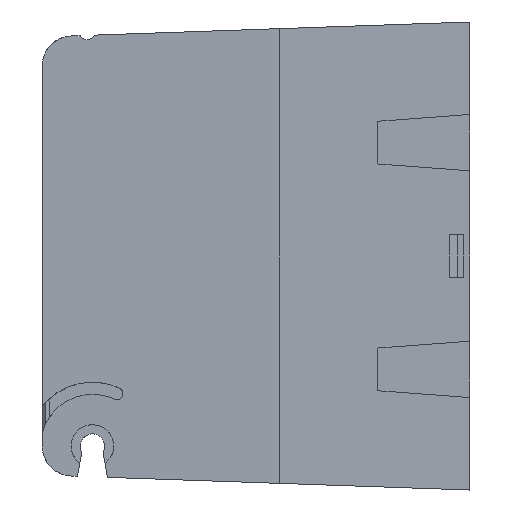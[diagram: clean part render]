
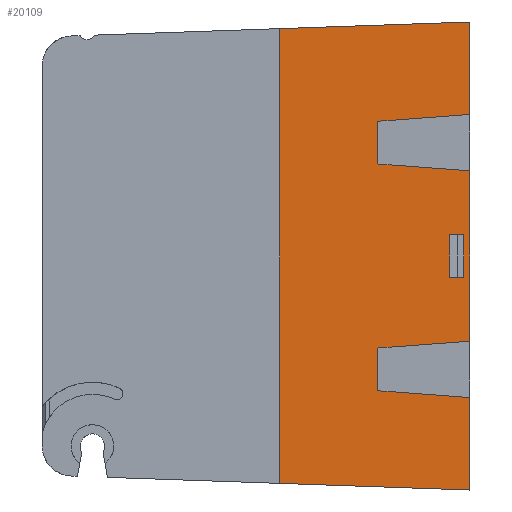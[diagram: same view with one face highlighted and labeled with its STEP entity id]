
A CAD part, left-side view. The second image highlights one B-rep face of the part: STEP entity #20109.
In plain terms, the highlighted planar face has unit normal (1, 0, 0).
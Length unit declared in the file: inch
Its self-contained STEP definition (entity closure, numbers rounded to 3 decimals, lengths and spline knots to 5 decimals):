
#1206 = CARTESIAN_POINT ( 'NONE',  ( -0.465, 1.25, 3.60036 ) ) ;
#1842 = CARTESIAN_POINT ( 'NONE',  ( -0.465, 0., 0.56 ) ) ;
#1865 = VERTEX_POINT ( 'NONE', #41058 ) ;
#2319 = DIRECTION ( 'NONE',  ( 0., 0., 1. ) ) ;
#2326 = DIRECTION ( 'NONE',  ( -1., 0., 0. ) ) ;
#2384 = CARTESIAN_POINT ( 'NONE',  ( -0.465, 0.594, -0.5 ) ) ;
#2742 = PLANE ( 'NONE',  #15165 ) ;
#3053 = EDGE_CURVE ( 'NONE', #4928, #11338, #15228, .T. ) ;
#3375 = ORIENTED_EDGE ( 'NONE', *, *, #26387, .F. ) ;
#3387 = VERTEX_POINT ( 'NONE', #18269 ) ;
#3487 = LINE ( 'NONE', #5289, #44987 ) ;
#3772 = VERTEX_POINT ( 'NONE', #6750 ) ;
#4450 = EDGE_CURVE ( 'NONE', #33330, #36348, #35467, .T. ) ;
#4731 = EDGE_CURVE ( 'NONE', #29229, #9655, #36244, .T. ) ;
#4928 = VERTEX_POINT ( 'NONE', #34791 ) ;
#5224 = EDGE_CURVE ( 'NONE', #9655, #12792, #22826, .T. ) ;
#5289 = CARTESIAN_POINT ( 'NONE',  ( -0.465, 0.604, 0.88523 ) ) ;
#5563 = EDGE_CURVE ( 'NONE', #12792, #3772, #28074, .T. ) ;
#6074 = EDGE_CURVE ( 'NONE', #3772, #29229, #15045, .T. ) ;
#6750 = CARTESIAN_POINT ( 'NONE',  ( -0.465, 0.133, 0.14 ) ) ;
#7266 = ORIENTED_EDGE ( 'NONE', *, *, #26812, .F. ) ;
#7929 = CARTESIAN_POINT ( 'NONE',  ( -0.465, 1.25, -1.49391 ) ) ;
#8000 = CARTESIAN_POINT ( 'NONE',  ( -0.465, 0., 1.4375 ) ) ;
#8509 = EDGE_LOOP ( 'NONE', ( #42361, #32328, #34973, #39831, #41463, #3375, #24106, #33325, #12609, #7266, #12356, #11246 ) ) ;
#9655 = VERTEX_POINT ( 'NONE', #27262 ) ;
#11205 = ORIENTED_EDGE ( 'NONE', *, *, #5563, .F. ) ;
#11246 = ORIENTED_EDGE ( 'NONE', *, *, #4450, .F. ) ;
#11338 = VERTEX_POINT ( 'NONE', #45556 ) ;
#12356 = ORIENTED_EDGE ( 'NONE', *, *, #20833, .F. ) ;
#12432 = DIRECTION ( 'NONE',  ( 0., 0., 1. ) ) ;
#12609 = ORIENTED_EDGE ( 'NONE', *, *, #43032, .F. ) ;
#12781 = DIRECTION ( 'NONE',  ( 0., -0.997, 0.074 ) ) ;
#12792 = VERTEX_POINT ( 'NONE', #32370 ) ;
#12988 = EDGE_LOOP ( 'NONE', ( #11205, #14474, #21961, #47016 ) ) ;
#13344 = CARTESIAN_POINT ( 'NONE',  ( -0.465, 0., -0.56 ) ) ;
#14474 = ORIENTED_EDGE ( 'NONE', *, *, #5224, .F. ) ;
#15045 = LINE ( 'NONE', #18053, #15656 ) ;
#15046 = LINE ( 'NONE', #8000, #15193 ) ;
#15165 = AXIS2_PLACEMENT_3D ( 'NONE', #2384, #2326, #2319 ) ;
#15193 = VECTOR ( 'NONE', #33597, 39.37008 ) ;
#15209 = CARTESIAN_POINT ( 'NONE',  ( -0.465, 0.00349, -1.53744 ) ) ;
#15228 = LINE ( 'NONE', #24213, #21899 ) ;
#15492 = VECTOR ( 'NONE', #31465, 39.37008 ) ;
#15656 = VECTOR ( 'NONE', #18047, 39.37008 ) ;
#16069 = DIRECTION ( 'NONE',  ( 0., 0.997, 0.074 ) ) ;
#16185 = EDGE_CURVE ( 'NONE', #11338, #20591, #3487, .T. ) ;
#17764 = DIRECTION ( 'NONE',  ( 0., 0.999, -0.035 ) ) ;
#18047 = DIRECTION ( 'NONE',  ( 0., -1., 0. ) ) ;
#18053 = CARTESIAN_POINT ( 'NONE',  ( -0.465, 0.594, 0.14 ) ) ;
#18269 = CARTESIAN_POINT ( 'NONE',  ( -0.465, 0., -1.53756 ) ) ;
#19006 = FACE_OUTER_BOUND ( 'NONE', #8509, .T. ) ;
#19052 = FACE_BOUND ( 'NONE', #12988, .T. ) ;
#19084 = DIRECTION ( 'NONE',  ( 0., 0., 1. ) ) ;
#20109 = ADVANCED_FACE ( 'NONE', ( #19052, #19006 ), #2742, .F. ) ;
#20591 = VERTEX_POINT ( 'NONE', #35586 ) ;
#20689 = VECTOR ( 'NONE', #19084, 39.37008 ) ;
#20735 = LINE ( 'NONE', #26296, #20689 ) ;
#20833 = EDGE_CURVE ( 'NONE', #36348, #23913, #45666, .T. ) ;
#21449 = CARTESIAN_POINT ( 'NONE',  ( -0.465, 0., 1.4375 ) ) ;
#21899 = VECTOR ( 'NONE', #22522, 39.37008 ) ;
#21932 = CARTESIAN_POINT ( 'NONE',  ( -0.465, 0., 1.53756 ) ) ;
#21961 = ORIENTED_EDGE ( 'NONE', *, *, #4731, .F. ) ;
#22288 = VECTOR ( 'NONE', #16069, 39.37008 ) ;
#22522 = DIRECTION ( 'NONE',  ( 0., 0., 1. ) ) ;
#22545 = LINE ( 'NONE', #30949, #22288 ) ;
#22826 = LINE ( 'NONE', #31511, #15492 ) ;
#23000 = DIRECTION ( 'NONE',  ( 0., 0., -1. ) ) ;
#23432 = EDGE_CURVE ( 'NONE', #3387, #37163, #46996, .T. ) ;
#23913 = VERTEX_POINT ( 'NONE', #13344 ) ;
#24106 = ORIENTED_EDGE ( 'NONE', *, *, #16185, .F. ) ;
#24213 = CARTESIAN_POINT ( 'NONE',  ( -0.465, 0.604, -0.5 ) ) ;
#24283 = EDGE_CURVE ( 'NONE', #25621, #3387, #41026, .T. ) ;
#24299 = CARTESIAN_POINT ( 'NONE',  ( -0.465, 0.604, -0.60477 ) ) ;
#24519 = CARTESIAN_POINT ( 'NONE',  ( -0.465, 0.133, -0.5 ) ) ;
#24670 = DIRECTION ( 'NONE',  ( 0., 0., 1. ) ) ;
#25071 = DIRECTION ( 'NONE',  ( 0., -0.997, 0.074 ) ) ;
#25389 = EDGE_CURVE ( 'NONE', #1865, #25621, #30231, .T. ) ;
#25621 = VERTEX_POINT ( 'NONE', #7929 ) ;
#25730 = EDGE_CURVE ( 'NONE', #30836, #1865, #28066, .T. ) ;
#25909 = DIRECTION ( 'NONE',  ( 0., -0.999, -0.035 ) ) ;
#26296 = CARTESIAN_POINT ( 'NONE',  ( -0.465, 0., 1.4375 ) ) ;
#26387 = EDGE_CURVE ( 'NONE', #20591, #30836, #20735, .T. ) ;
#26812 = EDGE_CURVE ( 'NONE', #23913, #36186, #15046, .T. ) ;
#27159 = DIRECTION ( 'NONE',  ( 0., 0.997, 0.074 ) ) ;
#27262 = CARTESIAN_POINT ( 'NONE',  ( -0.465, 0.04, -0.14 ) ) ;
#28015 = VECTOR ( 'NONE', #17764, 39.37008 ) ;
#28066 = LINE ( 'NONE', #44336, #28015 ) ;
#28074 = LINE ( 'NONE', #24519, #45127 ) ;
#28162 = VECTOR ( 'NONE', #36592, 39.37008 ) ;
#29229 = VERTEX_POINT ( 'NONE', #31115 ) ;
#30231 = LINE ( 'NONE', #1206, #30281 ) ;
#30281 = VECTOR ( 'NONE', #23000, 39.37008 ) ;
#30836 = VERTEX_POINT ( 'NONE', #21932 ) ;
#30949 = CARTESIAN_POINT ( 'NONE',  ( -0.465, 0., -0.93 ) ) ;
#31092 = LINE ( 'NONE', #1842, #46728 ) ;
#31115 = CARTESIAN_POINT ( 'NONE',  ( -0.465, 0.04, 0.14 ) ) ;
#31465 = DIRECTION ( 'NONE',  ( 0., 1., 0. ) ) ;
#31511 = CARTESIAN_POINT ( 'NONE',  ( -0.465, 0.594, -0.14 ) ) ;
#32328 = ORIENTED_EDGE ( 'NONE', *, *, #23432, .F. ) ;
#32370 = CARTESIAN_POINT ( 'NONE',  ( -0.465, 0.133, -0.14 ) ) ;
#33298 = CARTESIAN_POINT ( 'NONE',  ( -0.465, 0.604, -0.60477 ) ) ;
#33325 = ORIENTED_EDGE ( 'NONE', *, *, #3053, .F. ) ;
#33330 = VERTEX_POINT ( 'NONE', #39019 ) ;
#33597 = DIRECTION ( 'NONE',  ( 0., 0., 1. ) ) ;
#34791 = CARTESIAN_POINT ( 'NONE',  ( -0.465, 0.604, 0.60477 ) ) ;
#34973 = ORIENTED_EDGE ( 'NONE', *, *, #24283, .F. ) ;
#35467 = LINE ( 'NONE', #43796, #46679 ) ;
#35586 = CARTESIAN_POINT ( 'NONE',  ( -0.465, 0., 0.93 ) ) ;
#36186 = VERTEX_POINT ( 'NONE', #43823 ) ;
#36244 = LINE ( 'NONE', #36604, #28162 ) ;
#36348 = VERTEX_POINT ( 'NONE', #33298 ) ;
#36592 = DIRECTION ( 'NONE',  ( 0., 0., -1. ) ) ;
#36604 = CARTESIAN_POINT ( 'NONE',  ( -0.465, 0.04, -0.5 ) ) ;
#37008 = VECTOR ( 'NONE', #25071, 39.37008 ) ;
#37163 = VERTEX_POINT ( 'NONE', #40399 ) ;
#39019 = CARTESIAN_POINT ( 'NONE',  ( -0.465, 0.604, -0.88523 ) ) ;
#39831 = ORIENTED_EDGE ( 'NONE', *, *, #25389, .F. ) ;
#39881 = EDGE_CURVE ( 'NONE', #37163, #33330, #22545, .T. ) ;
#40399 = CARTESIAN_POINT ( 'NONE',  ( -0.465, 0., -0.93 ) ) ;
#40887 = VECTOR ( 'NONE', #25909, 39.37008 ) ;
#41026 = LINE ( 'NONE', #15209, #40887 ) ;
#41058 = CARTESIAN_POINT ( 'NONE',  ( -0.465, 1.25, 1.49391 ) ) ;
#41463 = ORIENTED_EDGE ( 'NONE', *, *, #25730, .F. ) ;
#42361 = ORIENTED_EDGE ( 'NONE', *, *, #39881, .F. ) ;
#43032 = EDGE_CURVE ( 'NONE', #36186, #4928, #31092, .T. ) ;
#43796 = CARTESIAN_POINT ( 'NONE',  ( -0.465, 0.604, -0.5 ) ) ;
#43823 = CARTESIAN_POINT ( 'NONE',  ( -0.465, 0., 0.56 ) ) ;
#43860 = DIRECTION ( 'NONE',  ( 0., 0., 1. ) ) ;
#44336 = CARTESIAN_POINT ( 'NONE',  ( -0.465, 0.00349, 1.53744 ) ) ;
#44987 = VECTOR ( 'NONE', #12781, 39.37008 ) ;
#45127 = VECTOR ( 'NONE', #24670, 39.37008 ) ;
#45556 = CARTESIAN_POINT ( 'NONE',  ( -0.465, 0.604, 0.88523 ) ) ;
#45666 = LINE ( 'NONE', #24299, #37008 ) ;
#46679 = VECTOR ( 'NONE', #43860, 39.37008 ) ;
#46728 = VECTOR ( 'NONE', #27159, 39.37008 ) ;
#46911 = VECTOR ( 'NONE', #12432, 39.37008 ) ;
#46996 = LINE ( 'NONE', #21449, #46911 ) ;
#47016 = ORIENTED_EDGE ( 'NONE', *, *, #6074, .F. ) ;
